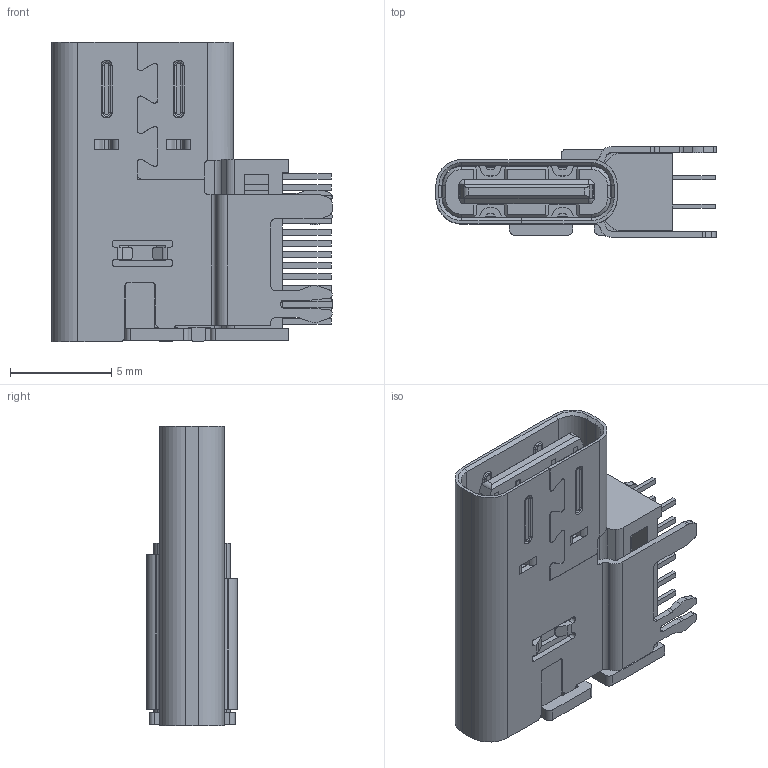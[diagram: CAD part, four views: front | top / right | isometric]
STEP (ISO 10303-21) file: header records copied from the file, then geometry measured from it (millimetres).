
FILE_DESCRIPTION((''),'2;1');
FILE_NAME('1','2025-08-13T17:07:32',('Administrator'),(''),'CREO PARAMETRIC BY PTC INC, 2020154','CREO PARAMETRIC BY PTC INC, 2020154','');
FILE_SCHEMA(('CONFIG_CONTROL_DESIGN','SHAPE_APPEARANCE_LAYERS_GROUPS'));
Length unit declared in the file: millimetre
Products named in the file (1): 1
Bounding box: 13.81 x 4.46 x 14.75 mm (x, y, z)
Volume: 397.7 mm3; surface area: 1196.1 mm2
Topology: 1 solids, 1 shells, 1009 faces, 2931 edges, 1946 vertices
Faces by surface type: plane 754, cylinder 207, torus 32, cone 16
Entity records: 40592 total; most frequent: CARTESIAN_POINT 6333, ORIENTED_EDGE 5862, DIRECTION 5409, EDGE_CURVE 2931, VECTOR 2331, LINE 2331, VERTEX_POINT 1946, AXIS2_PLACEMENT_3D 1539
